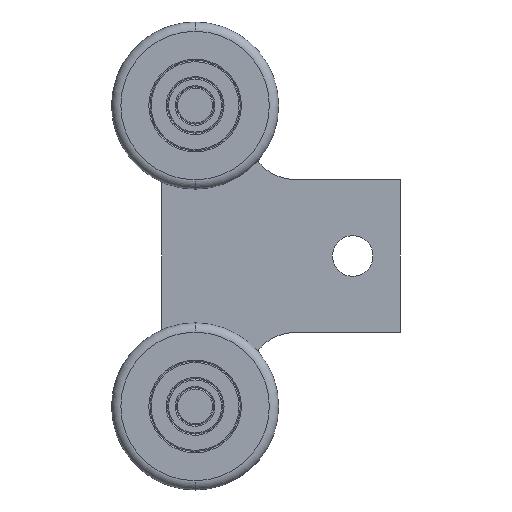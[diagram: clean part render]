
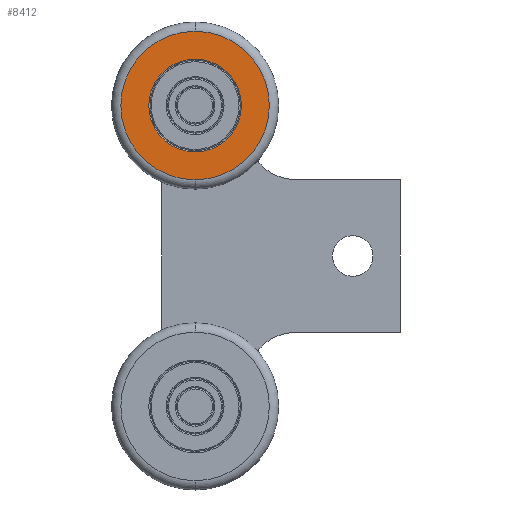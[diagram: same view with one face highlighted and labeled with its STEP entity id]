
A CAD part, left-side view. The second image highlights one B-rep face of the part: STEP entity #8412.
In plain terms, the highlighted planar face has unit normal (-1, 0, 0).
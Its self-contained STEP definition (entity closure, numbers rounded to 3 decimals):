
#212 = CARTESIAN_POINT ( 'NONE',  ( -13.5, 0., 0. ) ) ;
#339 = PLANE ( 'NONE',  #3411 ) ;
#365 = CIRCLE ( 'NONE', #3138, 15.55 ) ;
#641 = CARTESIAN_POINT ( 'NONE',  ( -13.5, 0., 0. ) ) ;
#1273 = ORIENTED_EDGE ( 'NONE', *, *, #14007, .F. ) ;
#1286 = EDGE_LOOP ( 'NONE', ( #3396, #6049 ) ) ;
#1416 = VERTEX_POINT ( 'NONE', #1709 ) ;
#1709 = CARTESIAN_POINT ( 'NONE',  ( -13.5, 0., -9.7 ) ) ;
#2197 = CARTESIAN_POINT ( 'NONE',  ( -13.5, 0., 0. ) ) ;
#2346 = AXIS2_PLACEMENT_3D ( 'NONE', #641, #9798, #15715 ) ;
#3138 = AXIS2_PLACEMENT_3D ( 'NONE', #2197, #13666, #17342 ) ;
#3260 = VERTEX_POINT ( 'NONE', #5132 ) ;
#3396 = ORIENTED_EDGE ( 'NONE', *, *, #18984, .T. ) ;
#3411 = AXIS2_PLACEMENT_3D ( 'NONE', #9525, #6925, #11511 ) ;
#5132 = CARTESIAN_POINT ( 'NONE',  ( -13.5, 0., 15.55 ) ) ;
#5216 = DIRECTION ( 'NONE',  ( 0., 0., 1. ) ) ;
#5726 = VERTEX_POINT ( 'NONE', #5818 ) ;
#5818 = CARTESIAN_POINT ( 'NONE',  ( -13.5, 0., -15.55 ) ) ;
#6049 = ORIENTED_EDGE ( 'NONE', *, *, #10471, .T. ) ;
#6925 = DIRECTION ( 'NONE',  ( 1., 0., 0. ) ) ;
#8412 = ADVANCED_FACE ( 'NONE', ( #20071, #18728 ), #339, .F. ) ;
#8523 = AXIS2_PLACEMENT_3D ( 'NONE', #212, #10041, #13648 ) ;
#9525 = CARTESIAN_POINT ( 'NONE',  ( -13.5, 9.7, 0. ) ) ;
#9798 = DIRECTION ( 'NONE',  ( -1., 0., 0. ) ) ;
#9868 = CIRCLE ( 'NONE', #15646, 9.7 ) ;
#10041 = DIRECTION ( 'NONE',  ( -1., 0., 0. ) ) ;
#10420 = CARTESIAN_POINT ( 'NONE',  ( -13.5, 0., 0. ) ) ;
#10471 = EDGE_CURVE ( 'NONE', #5726, #3260, #13003, .T. ) ;
#11511 = DIRECTION ( 'NONE',  ( 0., 0., -1. ) ) ;
#11678 = CARTESIAN_POINT ( 'NONE',  ( -13.5, 0., 9.7 ) ) ;
#12278 = ORIENTED_EDGE ( 'NONE', *, *, #18905, .F. ) ;
#13003 = CIRCLE ( 'NONE', #2346, 15.55 ) ;
#13648 = DIRECTION ( 'NONE',  ( 0., 0., 1. ) ) ;
#13666 = DIRECTION ( 'NONE',  ( -1., 0., 0. ) ) ;
#14007 = EDGE_CURVE ( 'NONE', #1416, #18030, #9868, .T. ) ;
#14360 = DIRECTION ( 'NONE',  ( -1., 0., 0. ) ) ;
#15646 = AXIS2_PLACEMENT_3D ( 'NONE', #10420, #14360, #5216 ) ;
#15715 = DIRECTION ( 'NONE',  ( 0., 0., 1. ) ) ;
#17009 = EDGE_LOOP ( 'NONE', ( #12278, #1273 ) ) ;
#17342 = DIRECTION ( 'NONE',  ( 0., 0., 1. ) ) ;
#18030 = VERTEX_POINT ( 'NONE', #11678 ) ;
#18728 = FACE_OUTER_BOUND ( 'NONE', #1286, .T. ) ;
#18905 = EDGE_CURVE ( 'NONE', #18030, #1416, #19467, .T. ) ;
#18984 = EDGE_CURVE ( 'NONE', #3260, #5726, #365, .T. ) ;
#19467 = CIRCLE ( 'NONE', #8523, 9.7 ) ;
#20071 = FACE_BOUND ( 'NONE', #17009, .T. ) ;
